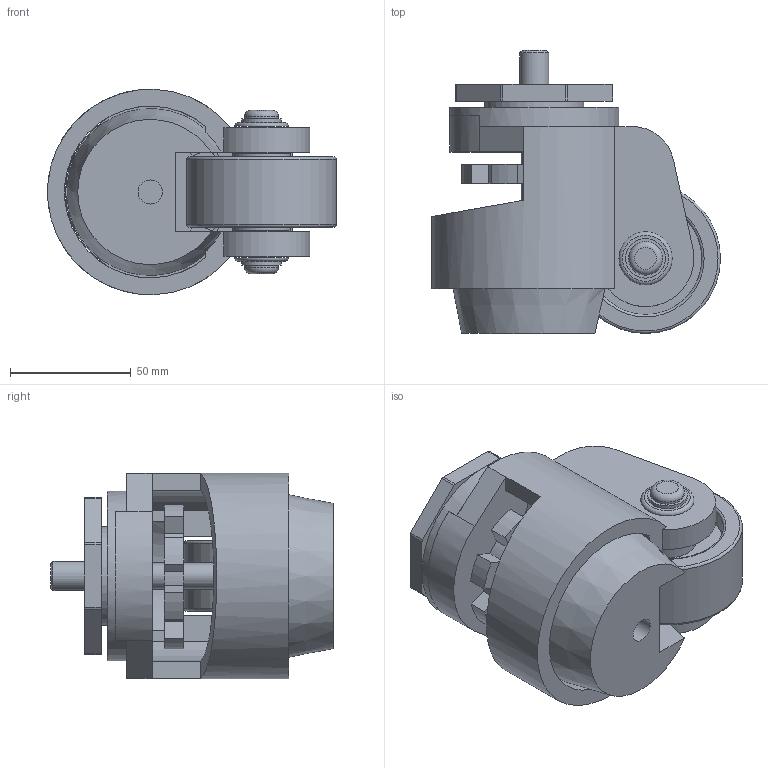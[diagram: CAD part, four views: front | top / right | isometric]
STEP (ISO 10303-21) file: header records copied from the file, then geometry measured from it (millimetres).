
FILE_DESCRIPTION(/* description */ ('STEP AP214'),/* implementation_level */ '2;1');
FILE_NAME(/* name */ '098LF062AF65S01',/* time_stamp */ '2022-08-10T13:37:22+02:00',/* author */ ('License CC BY-ND 4.0'),/* organization */ ('CADENAS'),/* preprocessor_version */ 'ST-DEVELOPER v18.102',/* originating_system */ 'PARTsolutions',/* authorisation */ ' ');
FILE_SCHEMA (('AUTOMOTIVE_DESIGN {1 0 10303 214 3 1 1}'));
Length unit declared in the file: millimetre
Products named in the file (2): 098LF062AF65S01; 098LF062AF65S011
Assembly tree (1 placements, depth 2):
  098LF062AF65S01
    098LF062AF65S011
Bounding box: 119.5 x 117 x 84.91 mm (x, y, z)
Volume: 432487.6 mm3; surface area: 93421.2 mm2
Topology: 1 solids, 1 shells, 132 faces, 333 edges, 219 vertices
Faces by surface type: plane 69, cylinder 52, torus 8, cone 3
Full cylindrical faces by diameter (mm): 8.6 x4, 10 x1, 10.8 x2, 12 x1, 14 x2, 15 x1, 16.4 x2, 23.976 x2, 41 x1, 46.476 x2, 62 x1, 70 x1
Entity records: 4833 total; most frequent: DIRECTION 694, CARTESIAN_POINT 672, ORIENTED_EDGE 604, EDGE_CURVE 302, AXIS2_PLACEMENT_3D 264, VERTEX_POINT 218, EDGE_LOOP 188, FACE_BOUND 188
